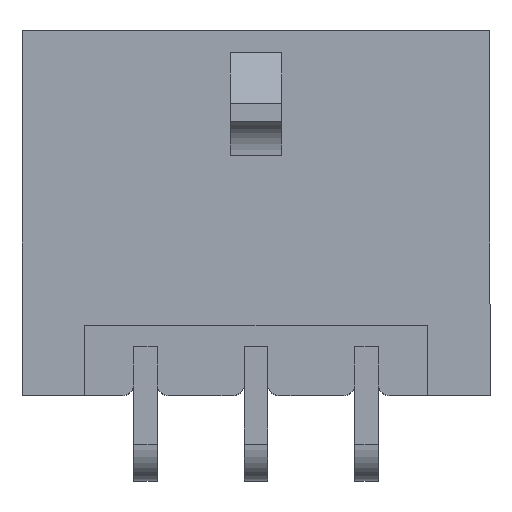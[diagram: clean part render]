
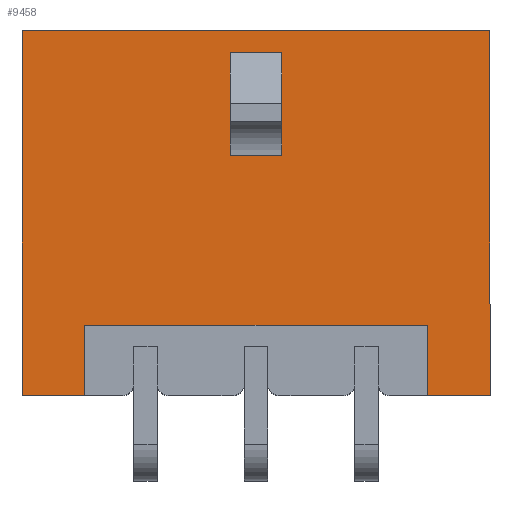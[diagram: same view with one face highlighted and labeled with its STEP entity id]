
A CAD part, top view. The second image highlights one B-rep face of the part: STEP entity #9458.
In plain terms, the highlighted planar face has unit normal (0, 0, 1).
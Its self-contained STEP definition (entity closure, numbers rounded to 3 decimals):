
#1335=ORIENTED_EDGE('',*,*,#2476,.T.);
#1336=ORIENTED_EDGE('',*,*,#2481,.T.);
#1337=ORIENTED_EDGE('',*,*,#2829,.F.);
#1338=ORIENTED_EDGE('',*,*,#2784,.T.);
#1339=ORIENTED_EDGE('',*,*,#2796,.T.);
#1340=ORIENTED_EDGE('',*,*,#2776,.F.);
#1341=ORIENTED_EDGE('',*,*,#2828,.F.);
#1342=ORIENTED_EDGE('',*,*,#2479,.T.);
#1343=ORIENTED_EDGE('',*,*,#2494,.F.);
#1344=ORIENTED_EDGE('',*,*,#2487,.F.);
#1345=ORIENTED_EDGE('',*,*,#2491,.T.);
#1346=ORIENTED_EDGE('',*,*,#2483,.T.);
#2476=EDGE_CURVE('',#3389,#3390,#4075,.T.);
#2479=EDGE_CURVE('',#3391,#3389,#4078,.T.);
#2481=EDGE_CURVE('',#3390,#3392,#4080,.T.);
#2483=EDGE_CURVE('',#3393,#3394,#4082,.T.);
#2487=EDGE_CURVE('',#3397,#3398,#4085,.T.);
#2491=EDGE_CURVE('',#3397,#3393,#4088,.T.);
#2494=EDGE_CURVE('',#3398,#3394,#4091,.T.);
#2776=EDGE_CURVE('',#3603,#3604,#4355,.T.);
#2784=EDGE_CURVE('',#3609,#3608,#4363,.T.);
#2796=EDGE_CURVE('',#3608,#3604,#4375,.T.);
#2828=EDGE_CURVE('',#3391,#3603,#4403,.T.);
#2829=EDGE_CURVE('',#3609,#3392,#4404,.T.);
#3389=VERTEX_POINT('',#12589);
#3390=VERTEX_POINT('',#12590);
#3391=VERTEX_POINT('',#12595);
#3392=VERTEX_POINT('',#12599);
#3393=VERTEX_POINT('',#12603);
#3394=VERTEX_POINT('',#12604);
#3397=VERTEX_POINT('',#12612);
#3398=VERTEX_POINT('',#12613);
#3603=VERTEX_POINT('',#13202);
#3604=VERTEX_POINT('',#13204);
#3608=VERTEX_POINT('',#13216);
#3609=VERTEX_POINT('',#13218);
#4075=LINE('',#12588,#4998);
#4078=LINE('',#12594,#5001);
#4080=LINE('',#12598,#5003);
#4082=LINE('',#12602,#5005);
#4085=LINE('',#12611,#5008);
#4088=LINE('',#12620,#5011);
#4091=LINE('',#12625,#5014);
#4355=LINE('',#13203,#5278);
#4363=LINE('',#13217,#5286);
#4375=LINE('',#13232,#5298);
#4403=LINE('',#13289,#5326);
#4404=LINE('',#13291,#5327);
#4998=VECTOR('',#10638,1000.);
#5001=VECTOR('',#10643,1000.);
#5003=VECTOR('',#10647,1000.);
#5005=VECTOR('',#10651,1000.);
#5008=VECTOR('',#10658,1000.);
#5011=VECTOR('',#10665,1000.);
#5014=VECTOR('',#10672,1000.);
#5278=VECTOR('',#11126,1000.);
#5286=VECTOR('',#11136,1000.);
#5298=VECTOR('',#11150,1000.);
#5326=VECTOR('',#11230,1000.);
#5327=VECTOR('',#11233,1000.);
#5809=EDGE_LOOP('',(#1335,#1336,#1337,#1338,#1339,#1340,#1341,#1342));
#5810=EDGE_LOOP('',(#1343,#1344,#1345,#1346));
#6190=FACE_BOUND('',#5809,.T.);
#6191=FACE_BOUND('',#5810,.T.);
#6536=PLANE('',#9881);
#9458=ADVANCED_FACE('',(#6190,#6191),#6536,.T.);
#9881=AXIS2_PLACEMENT_3D('',#13290,#11231,#11232);
#10638=DIRECTION('',(1.,0.001,0.002));
#10643=DIRECTION('',(-0.001,1.,0.));
#10647=DIRECTION('',(0.001,-1.,0.));
#10651=DIRECTION('',(-0.001,1.,0.));
#10658=DIRECTION('',(-0.001,1.,0.));
#10665=DIRECTION('',(-1.,-0.001,-0.002));
#10672=DIRECTION('',(-1.,-0.001,-0.002));
#11126=DIRECTION('',(-0.001,1.,0.));
#11136=DIRECTION('',(-0.001,1.,0.));
#11150=DIRECTION('',(-1.,-0.001,-0.002));
#11230=DIRECTION('',(-1.,-0.001,-0.002));
#11231=DIRECTION('',(-0.002,0.,1.));
#11232=DIRECTION('',(0.001,-1.,0.));
#11233=DIRECTION('',(-1.,-0.001,-0.002));
#12588=CARTESIAN_POINT('',(-4.658,-1.904,4.569));
#12589=CARTESIAN_POINT('',(-4.658,-1.904,4.569));
#12590=CARTESIAN_POINT('',(4.642,-1.896,4.591));
#12594=CARTESIAN_POINT('',(-4.656,-3.804,4.569));
#12595=CARTESIAN_POINT('',(-4.656,-3.804,4.569));
#12598=CARTESIAN_POINT('',(4.642,-1.896,4.591));
#12599=CARTESIAN_POINT('',(4.644,-3.796,4.591));
#12602=CARTESIAN_POINT('',(-0.713,2.699,4.578));
#12603=CARTESIAN_POINT('',(-0.713,2.699,4.578));
#12604=CARTESIAN_POINT('',(-0.715,5.499,4.578));
#12611=CARTESIAN_POINT('',(0.687,2.701,4.582));
#12612=CARTESIAN_POINT('',(0.687,2.701,4.582));
#12613=CARTESIAN_POINT('',(0.685,5.501,4.582));
#12620=CARTESIAN_POINT('',(0.687,2.701,4.582));
#12625=CARTESIAN_POINT('',(0.685,5.501,4.582));
#13202=CARTESIAN_POINT('',(-6.356,-3.806,4.565));
#13203=CARTESIAN_POINT('',(-6.356,-3.806,4.565));
#13204=CARTESIAN_POINT('',(-6.366,6.094,4.565));
#13216=CARTESIAN_POINT('',(6.334,6.106,4.595));
#13217=CARTESIAN_POINT('',(6.344,-3.794,4.595));
#13218=CARTESIAN_POINT('',(6.344,-3.794,4.595));
#13232=CARTESIAN_POINT('',(6.334,6.106,4.595));
#13289=CARTESIAN_POINT('',(6.344,-3.794,4.595));
#13290=CARTESIAN_POINT('',(6.344,-3.794,4.595));
#13291=CARTESIAN_POINT('',(6.344,-3.794,4.595));
